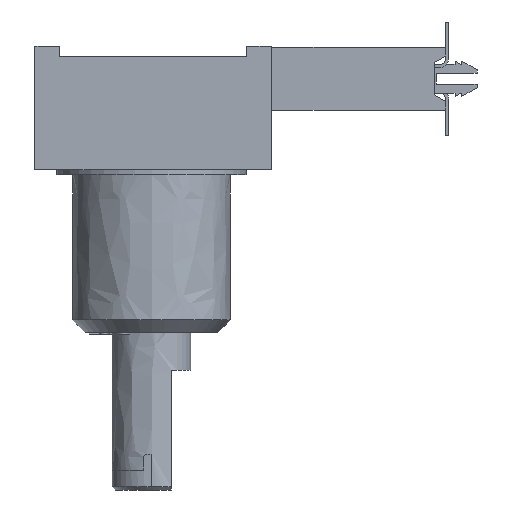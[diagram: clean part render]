
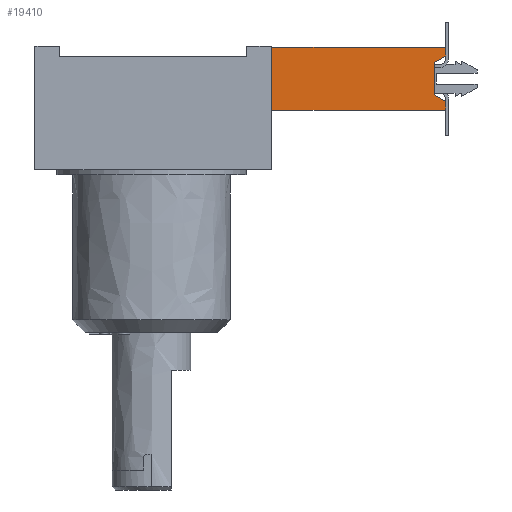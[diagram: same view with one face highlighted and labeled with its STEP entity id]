
A CAD part, front view. The second image highlights one B-rep face of the part: STEP entity #19410.
In plain terms, the highlighted planar face has unit normal (0, -1, 0).
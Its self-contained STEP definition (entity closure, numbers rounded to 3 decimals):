
#14629 = PLANE('',#14630);
#14630 = AXIS2_PLACEMENT_3D('',#14631,#14632,#14633);
#14631 = CARTESIAN_POINT('',(4.484,0.,-0.9));
#14632 = DIRECTION('',(-1.,0.,0.));
#14633 = DIRECTION('',(0.,0.,1.));
#14710 = PLANE('',#14711);
#14711 = AXIS2_PLACEMENT_3D('',#14712,#14713,#14714);
#14712 = CARTESIAN_POINT('',(4.484,-3.81,0.37));
#14713 = DIRECTION('',(-0.,0.,-1.));
#14714 = DIRECTION('',(0.,-1.,0.));
#14792 = PLANE('',#14793);
#14793 = AXIS2_PLACEMENT_3D('',#14794,#14795,#14796);
#14794 = CARTESIAN_POINT('',(11.393,7.62,-1.55));
#14795 = DIRECTION('',(1.,0.,0.));
#14796 = DIRECTION('',(-0.,0.,-1.));
#15009 = PLANE('',#15010);
#15010 = AXIS2_PLACEMENT_3D('',#15011,#15012,#15013);
#15011 = CARTESIAN_POINT('',(11.85,0.,-0.9));
#15012 = DIRECTION('',(-1.,0.,0.));
#15013 = DIRECTION('',(0.,0.,1.));
#15034 = VERTEX_POINT('',#15035);
#15035 = CARTESIAN_POINT('',(11.85,-3.81,-1.814));
#15049 = PLANE('',#15050);
#15050 = AXIS2_PLACEMENT_3D('',#15051,#15052,#15053);
#15051 = CARTESIAN_POINT('',(11.85,7.62,-1.814));
#15052 = DIRECTION('',(0.5,0.,0.866));
#15053 = DIRECTION('',(0.866,0.,-0.5));
#15061 = EDGE_CURVE('',#15062,#15034,#15064,.T.);
#15062 = VERTEX_POINT('',#15063);
#15063 = CARTESIAN_POINT('',(11.85,-3.81,-2.17));
#15064 = SURFACE_CURVE('',#15065,(#15069,#15076),.PCURVE_S1.);
#15065 = LINE('',#15066,#15067);
#15066 = CARTESIAN_POINT('',(11.85,-3.81,-2.17));
#15067 = VECTOR('',#15068,1.);
#15068 = DIRECTION('',(0.,0.,1.));
#15069 = PCURVE('',#15009,#15070);
#15070 = DEFINITIONAL_REPRESENTATION('',(#15071),#15075);
#15071 = LINE('',#15072,#15073);
#15072 = CARTESIAN_POINT('',(-1.27,-3.81));
#15073 = VECTOR('',#15074,1.);
#15074 = DIRECTION('',(1.,0.));
#15075 = ( GEOMETRIC_REPRESENTATION_CONTEXT(2) 
PARAMETRIC_REPRESENTATION_CONTEXT() REPRESENTATION_CONTEXT('2D SPACE',''
  ) );
#15076 = PCURVE('',#15077,#15082);
#15077 = PLANE('',#15078);
#15078 = AXIS2_PLACEMENT_3D('',#15079,#15080,#15081);
#15079 = CARTESIAN_POINT('',(4.484,-3.81,-2.17));
#15080 = DIRECTION('',(0.,1.,0.));
#15081 = DIRECTION('',(-0.,0.,-1.));
#15082 = DEFINITIONAL_REPRESENTATION('',(#15083),#15087);
#15083 = LINE('',#15084,#15085);
#15084 = CARTESIAN_POINT('',(0.,-7.366));
#15085 = VECTOR('',#15086,1.);
#15086 = DIRECTION('',(-1.,0.));
#15087 = ( GEOMETRIC_REPRESENTATION_CONTEXT(2) 
PARAMETRIC_REPRESENTATION_CONTEXT() REPRESENTATION_CONTEXT('2D SPACE',''
  ) );
#15103 = PLANE('',#15104);
#15104 = AXIS2_PLACEMENT_3D('',#15105,#15106,#15107);
#15105 = CARTESIAN_POINT('',(4.484,3.81,-2.17));
#15106 = DIRECTION('',(0.,0.,1.));
#15107 = DIRECTION('',(0.,1.,0.));
#15728 = EDGE_CURVE('',#15729,#15062,#15731,.T.);
#15729 = VERTEX_POINT('',#15730);
#15730 = CARTESIAN_POINT('',(4.484,-3.81,-2.17));
#15731 = SURFACE_CURVE('',#15732,(#15736,#15743),.PCURVE_S1.);
#15732 = LINE('',#15733,#15734);
#15733 = CARTESIAN_POINT('',(4.484,-3.81,-2.17));
#15734 = VECTOR('',#15735,1.);
#15735 = DIRECTION('',(1.,0.,-0.));
#15736 = PCURVE('',#15103,#15737);
#15737 = DEFINITIONAL_REPRESENTATION('',(#15738),#15742);
#15738 = LINE('',#15739,#15740);
#15739 = CARTESIAN_POINT('',(-7.62,0.));
#15740 = VECTOR('',#15741,1.);
#15741 = DIRECTION('',(-0.,-1.));
#15742 = ( GEOMETRIC_REPRESENTATION_CONTEXT(2) 
PARAMETRIC_REPRESENTATION_CONTEXT() REPRESENTATION_CONTEXT('2D SPACE',''
  ) );
#15743 = PCURVE('',#15077,#15744);
#15744 = DEFINITIONAL_REPRESENTATION('',(#15745),#15749);
#15745 = LINE('',#15746,#15747);
#15746 = CARTESIAN_POINT('',(0.,0.));
#15747 = VECTOR('',#15748,1.);
#15748 = DIRECTION('',(0.,-1.));
#15749 = ( GEOMETRIC_REPRESENTATION_CONTEXT(2) 
PARAMETRIC_REPRESENTATION_CONTEXT() REPRESENTATION_CONTEXT('2D SPACE',''
  ) );
#17583 = EDGE_CURVE('',#15729,#17584,#17586,.T.);
#17584 = VERTEX_POINT('',#17585);
#17585 = CARTESIAN_POINT('',(4.484,-3.81,0.37));
#17586 = SURFACE_CURVE('',#17587,(#17591,#17598),.PCURVE_S1.);
#17587 = LINE('',#17588,#17589);
#17588 = CARTESIAN_POINT('',(4.484,-3.81,-2.17));
#17589 = VECTOR('',#17590,1.);
#17590 = DIRECTION('',(0.,0.,1.));
#17591 = PCURVE('',#14629,#17592);
#17592 = DEFINITIONAL_REPRESENTATION('',(#17593),#17597);
#17593 = LINE('',#17594,#17595);
#17594 = CARTESIAN_POINT('',(-1.27,-3.81));
#17595 = VECTOR('',#17596,1.);
#17596 = DIRECTION('',(1.,0.));
#17597 = ( GEOMETRIC_REPRESENTATION_CONTEXT(2) 
PARAMETRIC_REPRESENTATION_CONTEXT() REPRESENTATION_CONTEXT('2D SPACE',''
  ) );
#17598 = PCURVE('',#15077,#17599);
#17599 = DEFINITIONAL_REPRESENTATION('',(#17600),#17604);
#17600 = LINE('',#17601,#17602);
#17601 = CARTESIAN_POINT('',(0.,0.));
#17602 = VECTOR('',#17603,1.);
#17603 = DIRECTION('',(-1.,0.));
#17604 = ( GEOMETRIC_REPRESENTATION_CONTEXT(2) 
PARAMETRIC_REPRESENTATION_CONTEXT() REPRESENTATION_CONTEXT('2D SPACE',''
  ) );
#18665 = VERTEX_POINT('',#18666);
#18666 = CARTESIAN_POINT('',(11.393,-3.81,-0.25));
#18680 = PLANE('',#18681);
#18681 = AXIS2_PLACEMENT_3D('',#18682,#18683,#18684);
#18682 = CARTESIAN_POINT('',(11.393,7.62,-0.25));
#18683 = DIRECTION('',(0.5,0.,-0.866));
#18684 = DIRECTION('',(-0.866,0.,-0.5));
#18692 = EDGE_CURVE('',#18665,#18693,#18695,.T.);
#18693 = VERTEX_POINT('',#18694);
#18694 = CARTESIAN_POINT('',(11.393,-3.81,-1.55));
#18695 = SURFACE_CURVE('',#18696,(#18700,#18707),.PCURVE_S1.);
#18696 = LINE('',#18697,#18698);
#18697 = CARTESIAN_POINT('',(11.393,-3.81,-2.17));
#18698 = VECTOR('',#18699,1.);
#18699 = DIRECTION('',(-0.,0.,-1.));
#18700 = PCURVE('',#14792,#18701);
#18701 = DEFINITIONAL_REPRESENTATION('',(#18702),#18706);
#18702 = LINE('',#18703,#18704);
#18703 = CARTESIAN_POINT('',(0.62,-11.43));
#18704 = VECTOR('',#18705,1.);
#18705 = DIRECTION('',(1.,0.));
#18706 = ( GEOMETRIC_REPRESENTATION_CONTEXT(2) 
PARAMETRIC_REPRESENTATION_CONTEXT() REPRESENTATION_CONTEXT('2D SPACE',''
  ) );
#18707 = PCURVE('',#15077,#18708);
#18708 = DEFINITIONAL_REPRESENTATION('',(#18709),#18713);
#18709 = LINE('',#18710,#18711);
#18710 = CARTESIAN_POINT('',(0.,-6.909));
#18711 = VECTOR('',#18712,1.);
#18712 = DIRECTION('',(1.,0.));
#18713 = ( GEOMETRIC_REPRESENTATION_CONTEXT(2) 
PARAMETRIC_REPRESENTATION_CONTEXT() REPRESENTATION_CONTEXT('2D SPACE',''
  ) );
#19167 = EDGE_CURVE('',#17584,#19168,#19170,.T.);
#19168 = VERTEX_POINT('',#19169);
#19169 = CARTESIAN_POINT('',(11.85,-3.81,0.37));
#19170 = SURFACE_CURVE('',#19171,(#19175,#19182),.PCURVE_S1.);
#19171 = LINE('',#19172,#19173);
#19172 = CARTESIAN_POINT('',(4.484,-3.81,0.37));
#19173 = VECTOR('',#19174,1.);
#19174 = DIRECTION('',(1.,0.,-0.));
#19175 = PCURVE('',#14710,#19176);
#19176 = DEFINITIONAL_REPRESENTATION('',(#19177),#19181);
#19177 = LINE('',#19178,#19179);
#19178 = CARTESIAN_POINT('',(0.,0.));
#19179 = VECTOR('',#19180,1.);
#19180 = DIRECTION('',(0.,-1.));
#19181 = ( GEOMETRIC_REPRESENTATION_CONTEXT(2) 
PARAMETRIC_REPRESENTATION_CONTEXT() REPRESENTATION_CONTEXT('2D SPACE',''
  ) );
#19182 = PCURVE('',#15077,#19183);
#19183 = DEFINITIONAL_REPRESENTATION('',(#19184),#19188);
#19184 = LINE('',#19185,#19186);
#19185 = CARTESIAN_POINT('',(-2.54,0.));
#19186 = VECTOR('',#19187,1.);
#19187 = DIRECTION('',(0.,-1.));
#19188 = ( GEOMETRIC_REPRESENTATION_CONTEXT(2) 
PARAMETRIC_REPRESENTATION_CONTEXT() REPRESENTATION_CONTEXT('2D SPACE',''
  ) );
#19206 = PLANE('',#19207);
#19207 = AXIS2_PLACEMENT_3D('',#19208,#19209,#19210);
#19208 = CARTESIAN_POINT('',(11.85,0.,-0.9));
#19209 = DIRECTION('',(-1.,0.,0.));
#19210 = DIRECTION('',(0.,0.,1.));
#19410 = ADVANCED_FACE('',(#19411),#15077,.F.);
#19411 = FACE_BOUND('',#19412,.T.);
#19412 = EDGE_LOOP('',(#19413,#19436,#19457,#19458,#19459,#19460,#19461,
    #19482));
#19413 = ORIENTED_EDGE('',*,*,#19414,.F.);
#19414 = EDGE_CURVE('',#19415,#18665,#19417,.T.);
#19415 = VERTEX_POINT('',#19416);
#19416 = CARTESIAN_POINT('',(11.85,-3.81,0.014));
#19417 = SURFACE_CURVE('',#19418,(#19422,#19429),.PCURVE_S1.);
#19418 = LINE('',#19419,#19420);
#19419 = CARTESIAN_POINT('',(5.38,-3.81,-3.721));
#19420 = VECTOR('',#19421,1.);
#19421 = DIRECTION('',(-0.866,0.,-0.5));
#19422 = PCURVE('',#15077,#19423);
#19423 = DEFINITIONAL_REPRESENTATION('',(#19424),#19428);
#19424 = LINE('',#19425,#19426);
#19425 = CARTESIAN_POINT('',(1.551,-0.896));
#19426 = VECTOR('',#19427,1.);
#19427 = DIRECTION('',(0.5,0.866));
#19428 = ( GEOMETRIC_REPRESENTATION_CONTEXT(2) 
PARAMETRIC_REPRESENTATION_CONTEXT() REPRESENTATION_CONTEXT('2D SPACE',''
  ) );
#19429 = PCURVE('',#18680,#19430);
#19430 = DEFINITIONAL_REPRESENTATION('',(#19431),#19435);
#19431 = LINE('',#19432,#19433);
#19432 = CARTESIAN_POINT('',(6.943,-11.43));
#19433 = VECTOR('',#19434,1.);
#19434 = DIRECTION('',(1.,0.));
#19435 = ( GEOMETRIC_REPRESENTATION_CONTEXT(2) 
PARAMETRIC_REPRESENTATION_CONTEXT() REPRESENTATION_CONTEXT('2D SPACE',''
  ) );
#19436 = ORIENTED_EDGE('',*,*,#19437,.T.);
#19437 = EDGE_CURVE('',#19415,#19168,#19438,.T.);
#19438 = SURFACE_CURVE('',#19439,(#19443,#19450),.PCURVE_S1.);
#19439 = LINE('',#19440,#19441);
#19440 = CARTESIAN_POINT('',(11.85,-3.81,-2.17));
#19441 = VECTOR('',#19442,1.);
#19442 = DIRECTION('',(0.,0.,1.));
#19443 = PCURVE('',#15077,#19444);
#19444 = DEFINITIONAL_REPRESENTATION('',(#19445),#19449);
#19445 = LINE('',#19446,#19447);
#19446 = CARTESIAN_POINT('',(0.,-7.366));
#19447 = VECTOR('',#19448,1.);
#19448 = DIRECTION('',(-1.,0.));
#19449 = ( GEOMETRIC_REPRESENTATION_CONTEXT(2) 
PARAMETRIC_REPRESENTATION_CONTEXT() REPRESENTATION_CONTEXT('2D SPACE',''
  ) );
#19450 = PCURVE('',#19206,#19451);
#19451 = DEFINITIONAL_REPRESENTATION('',(#19452),#19456);
#19452 = LINE('',#19453,#19454);
#19453 = CARTESIAN_POINT('',(-1.27,-3.81));
#19454 = VECTOR('',#19455,1.);
#19455 = DIRECTION('',(1.,0.));
#19456 = ( GEOMETRIC_REPRESENTATION_CONTEXT(2) 
PARAMETRIC_REPRESENTATION_CONTEXT() REPRESENTATION_CONTEXT('2D SPACE',''
  ) );
#19457 = ORIENTED_EDGE('',*,*,#19167,.F.);
#19458 = ORIENTED_EDGE('',*,*,#17583,.F.);
#19459 = ORIENTED_EDGE('',*,*,#15728,.T.);
#19460 = ORIENTED_EDGE('',*,*,#15061,.T.);
#19461 = ORIENTED_EDGE('',*,*,#19462,.F.);
#19462 = EDGE_CURVE('',#18693,#15034,#19463,.T.);
#19463 = SURFACE_CURVE('',#19464,(#19468,#19475),.PCURVE_S1.);
#19464 = LINE('',#19465,#19466);
#19465 = CARTESIAN_POINT('',(6.479,-3.81,1.286));
#19466 = VECTOR('',#19467,1.);
#19467 = DIRECTION('',(0.866,0.,-0.5));
#19468 = PCURVE('',#15077,#19469);
#19469 = DEFINITIONAL_REPRESENTATION('',(#19470),#19474);
#19470 = LINE('',#19471,#19472);
#19471 = CARTESIAN_POINT('',(-3.456,-1.995));
#19472 = VECTOR('',#19473,1.);
#19473 = DIRECTION('',(0.5,-0.866));
#19474 = ( GEOMETRIC_REPRESENTATION_CONTEXT(2) 
PARAMETRIC_REPRESENTATION_CONTEXT() REPRESENTATION_CONTEXT('2D SPACE',''
  ) );
#19475 = PCURVE('',#15049,#19476);
#19476 = DEFINITIONAL_REPRESENTATION('',(#19477),#19481);
#19477 = LINE('',#19478,#19479);
#19478 = CARTESIAN_POINT('',(-6.201,-11.43));
#19479 = VECTOR('',#19480,1.);
#19480 = DIRECTION('',(1.,0.));
#19481 = ( GEOMETRIC_REPRESENTATION_CONTEXT(2) 
PARAMETRIC_REPRESENTATION_CONTEXT() REPRESENTATION_CONTEXT('2D SPACE',''
  ) );
#19482 = ORIENTED_EDGE('',*,*,#18692,.F.);
